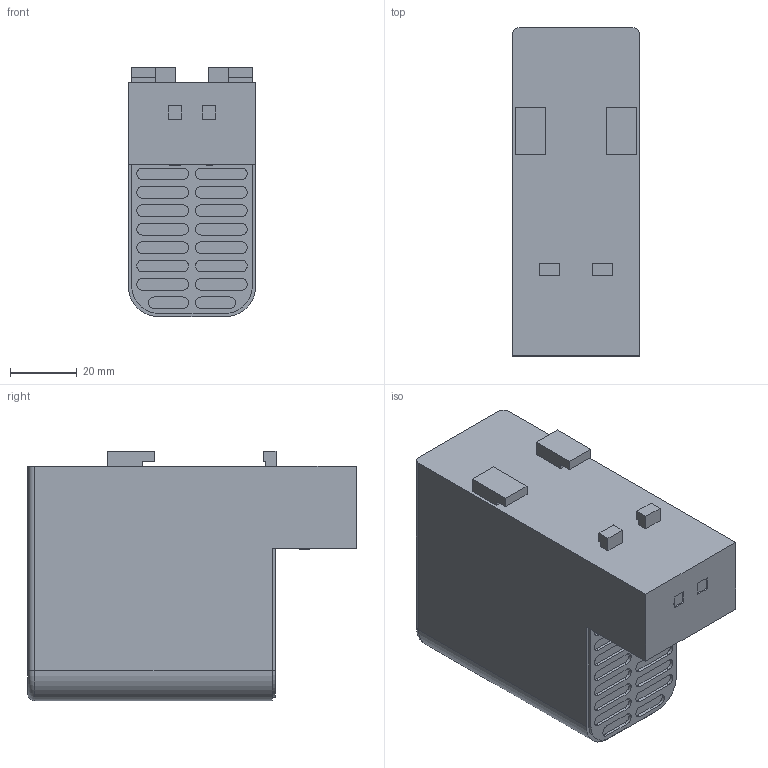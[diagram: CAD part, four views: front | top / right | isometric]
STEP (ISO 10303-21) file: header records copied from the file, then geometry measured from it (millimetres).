
FILE_DESCRIPTION (( 'STEP AP214' ), '1' );
FILE_NAME ('3185-0010-02-00.STEP', '2024-01-18T13:41:42', ( '' ), ( '' ), 'SwSTEP 2.0', 'SolidWorks 2019', '' );
FILE_SCHEMA (( 'AUTOMOTIVE_DESIGN' ));
Length unit declared in the file: millimetre
Products named in the file (1): 3185-0010-02-00
Bounding box: 38 x 98 x 74.5 mm (x, y, z)
Volume: 214187.9 mm3; surface area: 26455.8 mm2
Topology: 1 solids, 1 shells, 301 faces, 743 edges, 494 vertices
Faces by surface type: plane 186, cylinder 91, bspline 22, torus 2
Entity records: 9751 total; most frequent: CARTESIAN_POINT 2521, ORIENTED_EDGE 1486, DIRECTION 1443, EDGE_CURVE 743, VECTOR 515, LINE 515, VERTEX_POINT 494, AXIS2_PLACEMENT_3D 464
